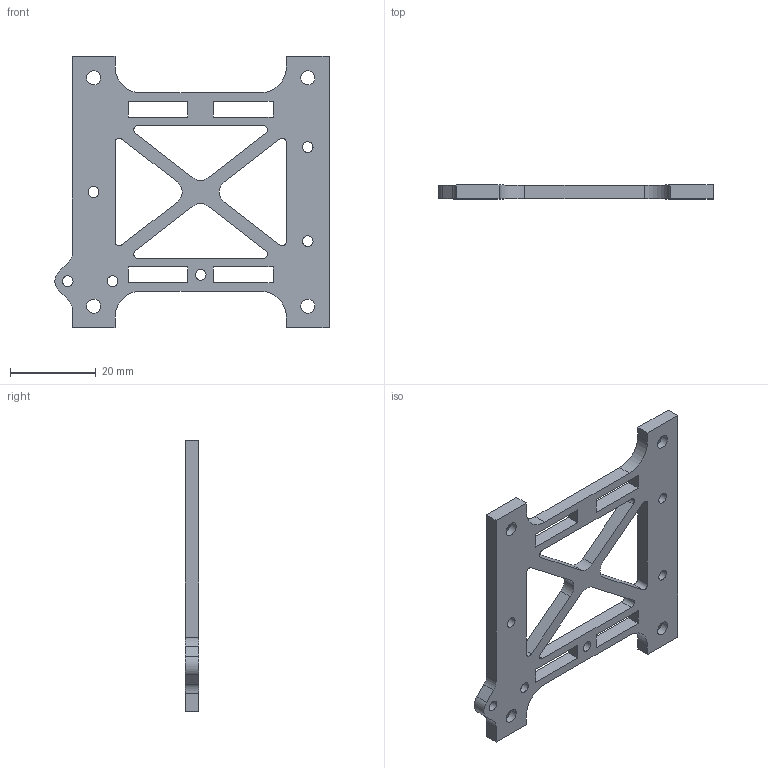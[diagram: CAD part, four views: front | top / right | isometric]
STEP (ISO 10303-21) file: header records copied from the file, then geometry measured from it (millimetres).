
FILE_DESCRIPTION(/* description */ (''),/* implementation_level */ '2;1');
FILE_NAME(/* name */ 'back plate V2 v32.step',/* time_stamp */ '2025-10-09T01:42:11-04:00',/* author */ (''),/* organization */ (''),/* preprocessor_version */ 'ST-DEVELOPER v20.1',/* originating_system */ 'Autodesk Translation Framework v14.17.0.0',/* authorisation */ '');
FILE_SCHEMA (('AUTOMOTIVE_DESIGN { 1 0 10303 214 3 1 1 }'));
Length unit declared in the file: millimetre
Products named in the file (1): back plate V2
Bounding box: 64.04 x 3.18 x 63.36 mm (x, y, z)
Volume: 6233 mm3; surface area: 6401.3 mm2
Topology: 1 solids, 1 shells, 78 faces, 228 edges, 152 vertices
Faces by surface type: plane 45, cylinder 29, cone 4
Full cylindrical faces by diameter (mm): 2.5 x6, 3.3 x4
Entity records: 2710 total; most frequent: CARTESIAN_POINT 459, ORIENTED_EDGE 456, DIRECTION 452, EDGE_CURVE 228, LINE 162, VECTOR 162, VERTEX_POINT 152, AXIS2_PLACEMENT_3D 145
